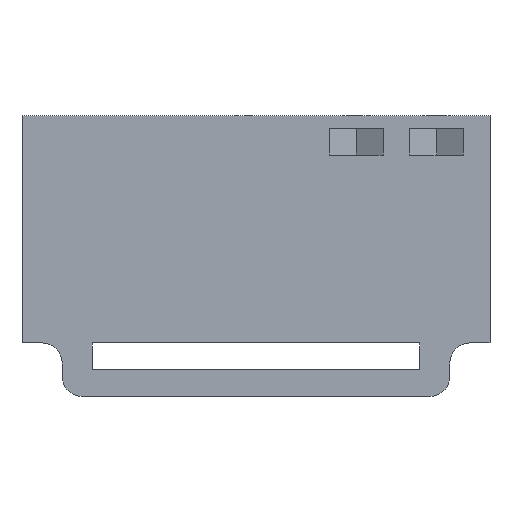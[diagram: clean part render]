
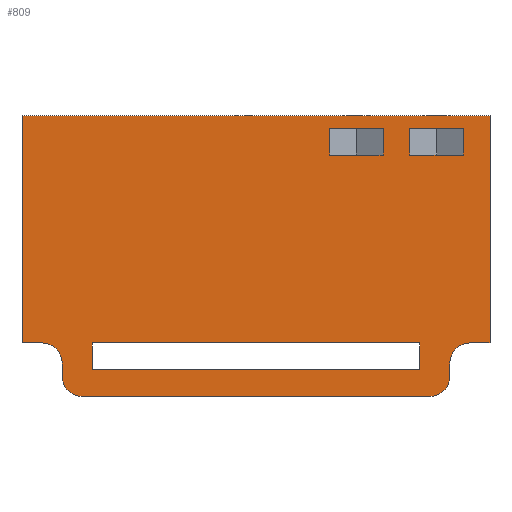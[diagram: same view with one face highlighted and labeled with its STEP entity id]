
A CAD part, front view. The second image highlights one B-rep face of the part: STEP entity #809.
In plain terms, the highlighted planar face has unit normal (0, -1, 0).
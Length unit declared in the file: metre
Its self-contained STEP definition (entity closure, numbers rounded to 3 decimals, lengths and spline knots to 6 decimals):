
#45=CIRCLE('',#857,0.0015);
#47=CIRCLE('',#861,0.0015);
#49=CIRCLE('',#865,0.0015);
#52=CIRCLE('',#885,0.0015);
#229=ORIENTED_EDGE('',*,*,#336,.T.);
#230=ORIENTED_EDGE('',*,*,#335,.T.);
#231=ORIENTED_EDGE('',*,*,#332,.T.);
#232=ORIENTED_EDGE('',*,*,#330,.T.);
#233=ORIENTED_EDGE('',*,*,#344,.T.);
#234=ORIENTED_EDGE('',*,*,#342,.T.);
#235=ORIENTED_EDGE('',*,*,#341,.T.);
#236=ORIENTED_EDGE('',*,*,#337,.T.);
#237=ORIENTED_EDGE('',*,*,#355,.F.);
#238=ORIENTED_EDGE('',*,*,#352,.F.);
#239=ORIENTED_EDGE('',*,*,#349,.F.);
#240=ORIENTED_EDGE('',*,*,#345,.F.);
#241=ORIENTED_EDGE('',*,*,#362,.T.);
#242=ORIENTED_EDGE('',*,*,#326,.F.);
#243=ORIENTED_EDGE('',*,*,#323,.F.);
#244=ORIENTED_EDGE('',*,*,#320,.F.);
#245=ORIENTED_EDGE('',*,*,#317,.F.);
#246=ORIENTED_EDGE('',*,*,#314,.F.);
#247=ORIENTED_EDGE('',*,*,#311,.F.);
#248=ORIENTED_EDGE('',*,*,#308,.F.);
#249=ORIENTED_EDGE('',*,*,#305,.F.);
#250=ORIENTED_EDGE('',*,*,#301,.F.);
#251=ORIENTED_EDGE('',*,*,#360,.F.);
#252=ORIENTED_EDGE('',*,*,#363,.T.);
#301=EDGE_CURVE('',#399,#400,#465,.T.);
#305=EDGE_CURVE('',#400,#403,#45,.T.);
#308=EDGE_CURVE('',#403,#405,#470,.T.);
#311=EDGE_CURVE('',#405,#407,#47,.T.);
#314=EDGE_CURVE('',#407,#409,#474,.T.);
#317=EDGE_CURVE('',#409,#411,#49,.T.);
#320=EDGE_CURVE('',#411,#413,#478,.T.);
#323=EDGE_CURVE('',#413,#415,#481,.T.);
#326=EDGE_CURVE('',#415,#417,#484,.T.);
#330=EDGE_CURVE('',#420,#419,#488,.T.);
#332=EDGE_CURVE('',#421,#420,#490,.T.);
#335=EDGE_CURVE('',#422,#421,#493,.T.);
#336=EDGE_CURVE('',#419,#422,#494,.T.);
#337=EDGE_CURVE('',#423,#424,#495,.T.);
#341=EDGE_CURVE('',#425,#423,#499,.T.);
#342=EDGE_CURVE('',#426,#425,#500,.T.);
#344=EDGE_CURVE('',#424,#426,#502,.T.);
#345=EDGE_CURVE('',#427,#428,#503,.T.);
#349=EDGE_CURVE('',#428,#431,#507,.T.);
#352=EDGE_CURVE('',#431,#433,#510,.T.);
#355=EDGE_CURVE('',#433,#427,#513,.T.);
#360=EDGE_CURVE('',#437,#399,#52,.T.);
#362=EDGE_CURVE('',#438,#417,#518,.T.);
#363=EDGE_CURVE('',#437,#438,#519,.T.);
#399=VERTEX_POINT('',#1194);
#400=VERTEX_POINT('',#1195);
#403=VERTEX_POINT('',#1203);
#405=VERTEX_POINT('',#1209);
#407=VERTEX_POINT('',#1215);
#409=VERTEX_POINT('',#1221);
#411=VERTEX_POINT('',#1227);
#413=VERTEX_POINT('',#1233);
#415=VERTEX_POINT('',#1239);
#417=VERTEX_POINT('',#1245);
#419=VERTEX_POINT('',#1251);
#420=VERTEX_POINT('',#1253);
#421=VERTEX_POINT('',#1257);
#422=VERTEX_POINT('',#1261);
#423=VERTEX_POINT('',#1267);
#424=VERTEX_POINT('',#1268);
#425=VERTEX_POINT('',#1273);
#426=VERTEX_POINT('',#1277);
#427=VERTEX_POINT('',#1283);
#428=VERTEX_POINT('',#1284);
#431=VERTEX_POINT('',#1292);
#433=VERTEX_POINT('',#1298);
#437=VERTEX_POINT('',#1313);
#438=VERTEX_POINT('',#1317);
#465=LINE('',#1193,#547);
#470=LINE('',#1208,#552);
#474=LINE('',#1220,#556);
#478=LINE('',#1232,#560);
#481=LINE('',#1238,#563);
#484=LINE('',#1244,#566);
#488=LINE('',#1252,#570);
#490=LINE('',#1256,#572);
#493=LINE('',#1262,#575);
#494=LINE('',#1264,#576);
#495=LINE('',#1266,#577);
#499=LINE('',#1274,#581);
#500=LINE('',#1276,#582);
#502=LINE('',#1280,#584);
#503=LINE('',#1282,#585);
#507=LINE('',#1291,#589);
#510=LINE('',#1297,#592);
#513=LINE('',#1303,#595);
#518=LINE('',#1316,#600);
#519=LINE('',#1318,#601);
#547=VECTOR('',#979,1.);
#552=VECTOR('',#992,1.);
#556=VECTOR('',#1004,1.);
#560=VECTOR('',#1016,1.);
#563=VECTOR('',#1021,1.);
#566=VECTOR('',#1026,1.);
#570=VECTOR('',#1032,1.);
#572=VECTOR('',#1036,1.);
#575=VECTOR('',#1041,1.);
#576=VECTOR('',#1044,1.);
#577=VECTOR('',#1047,1.);
#581=VECTOR('',#1053,1.);
#582=VECTOR('',#1056,1.);
#584=VECTOR('',#1060,1.);
#585=VECTOR('',#1063,1.);
#589=VECTOR('',#1069,1.);
#592=VECTOR('',#1074,1.);
#595=VECTOR('',#1079,1.);
#600=VECTOR('',#1094,1.);
#601=VECTOR('',#1095,1.);
#665=EDGE_LOOP('',(#229,#230,#231,#232));
#666=EDGE_LOOP('',(#233,#234,#235,#236));
#667=EDGE_LOOP('',(#237,#238,#239,#240));
#668=EDGE_LOOP('',(#241,#242,#243,#244,#245,#246,#247,#248,#249,#250,#251,
#252));
#733=FACE_BOUND('',#665,.T.);
#734=FACE_BOUND('',#666,.T.);
#735=FACE_BOUND('',#667,.T.);
#736=FACE_BOUND('',#668,.T.);
#767=PLANE('',#886);
#809=ADVANCED_FACE('',(#733,#734,#735,#736),#767,.F.);
#857=AXIS2_PLACEMENT_3D('',#1202,#985,#986);
#861=AXIS2_PLACEMENT_3D('',#1214,#997,#998);
#865=AXIS2_PLACEMENT_3D('',#1226,#1009,#1010);
#885=AXIS2_PLACEMENT_3D('',#1312,#1089,#1090);
#886=AXIS2_PLACEMENT_3D('',#1315,#1092,#1093);
#979=DIRECTION('',(0.,0.,-1.));
#985=DIRECTION('',(0.,1.,0.));
#986=DIRECTION('',(1.,0.,0.));
#992=DIRECTION('',(-1.,0.,0.));
#997=DIRECTION('',(0.,1.,0.));
#998=DIRECTION('',(0.,0.,-1.));
#1004=DIRECTION('',(0.,0.,1.));
#1009=DIRECTION('',(0.,-1.,0.));
#1010=DIRECTION('',(0.,0.,-1.));
#1016=DIRECTION('',(-1.,0.,0.));
#1021=DIRECTION('',(0.,0.,1.));
#1026=DIRECTION('',(1.,0.,0.));
#1032=DIRECTION('',(0.,0.,1.));
#1036=DIRECTION('',(-1.,0.,0.));
#1041=DIRECTION('',(0.,0.,-1.));
#1044=DIRECTION('',(1.,0.,0.));
#1047=DIRECTION('',(-1.,0.,0.));
#1053=DIRECTION('',(0.,0.,-1.));
#1056=DIRECTION('',(1.,0.,0.));
#1060=DIRECTION('',(0.,0.,1.));
#1063=DIRECTION('',(0.,0.,1.));
#1069=DIRECTION('',(-1.,0.,0.));
#1074=DIRECTION('',(0.,0.,-1.));
#1079=DIRECTION('',(1.,0.,0.));
#1089=DIRECTION('',(0.,-1.,0.));
#1090=DIRECTION('',(1.,0.,0.));
#1092=DIRECTION('',(0.,1.,0.));
#1093=DIRECTION('',(0.,0.,1.));
#1094=DIRECTION('',(0.,0.,1.));
#1095=DIRECTION('',(1.,0.,0.));
#1193=CARTESIAN_POINT('',(0.034503,0.,-0.012364));
#1194=CARTESIAN_POINT('',(0.034503,0.,-0.012364));
#1195=CARTESIAN_POINT('',(0.034503,0.,-0.013364));
#1202=CARTESIAN_POINT('',(0.033003,0.,-0.013364));
#1203=CARTESIAN_POINT('',(0.033003,0.,-0.014864));
#1208=CARTESIAN_POINT('',(0.033003,0.,-0.014864));
#1209=CARTESIAN_POINT('',(0.007003,0.,-0.014864));
#1214=CARTESIAN_POINT('',(0.007003,0.,-0.013364));
#1215=CARTESIAN_POINT('',(0.005503,0.,-0.013364));
#1220=CARTESIAN_POINT('',(0.005503,0.,-0.013364));
#1221=CARTESIAN_POINT('',(0.005503,0.,-0.012364));
#1226=CARTESIAN_POINT('',(0.004003,0.,-0.012364));
#1227=CARTESIAN_POINT('',(0.004003,0.,-0.010864));
#1232=CARTESIAN_POINT('',(0.037503,0.,-0.010864));
#1233=CARTESIAN_POINT('',(0.002503,0.,-0.010864));
#1238=CARTESIAN_POINT('',(0.002503,0.,-0.010864));
#1239=CARTESIAN_POINT('',(0.002503,0.,0.006137));
#1244=CARTESIAN_POINT('',(0.002503,0.,0.006137));
#1245=CARTESIAN_POINT('',(0.037503,0.,0.006137));
#1251=CARTESIAN_POINT('',(0.025503,0.,0.005187));
#1252=CARTESIAN_POINT('',(0.025503,0.,0.000412));
#1253=CARTESIAN_POINT('',(0.025503,0.,0.003187));
#1256=CARTESIAN_POINT('',(0.020003,0.,0.003187));
#1257=CARTESIAN_POINT('',(0.029503,0.,0.003187));
#1261=CARTESIAN_POINT('',(0.029503,0.,0.005187));
#1262=CARTESIAN_POINT('',(0.029503,0.,0.000412));
#1264=CARTESIAN_POINT('',(0.020003,0.,0.005187));
#1266=CARTESIAN_POINT('',(0.026753,0.,0.003187));
#1267=CARTESIAN_POINT('',(0.035503,0.,0.003187));
#1268=CARTESIAN_POINT('',(0.031503,0.,0.003187));
#1273=CARTESIAN_POINT('',(0.035503,0.,0.005187));
#1274=CARTESIAN_POINT('',(0.035503,0.,0.000412));
#1276=CARTESIAN_POINT('',(0.026753,0.,0.005187));
#1277=CARTESIAN_POINT('',(0.031503,0.,0.005187));
#1280=CARTESIAN_POINT('',(0.031503,0.,0.000412));
#1282=CARTESIAN_POINT('',(0.032253,0.,-0.012864));
#1283=CARTESIAN_POINT('',(0.032253,0.,-0.012864));
#1284=CARTESIAN_POINT('',(0.032253,0.,-0.010864));
#1291=CARTESIAN_POINT('',(0.037503,0.,-0.010864));
#1292=CARTESIAN_POINT('',(0.007753,0.,-0.010864));
#1297=CARTESIAN_POINT('',(0.007753,0.,-0.010864));
#1298=CARTESIAN_POINT('',(0.007753,0.,-0.012864));
#1303=CARTESIAN_POINT('',(0.007753,0.,-0.012864));
#1312=CARTESIAN_POINT('',(0.036003,0.,-0.012364));
#1313=CARTESIAN_POINT('',(0.036003,0.,-0.010864));
#1315=CARTESIAN_POINT('',(0.020003,0.,-0.004364));
#1316=CARTESIAN_POINT('',(0.037503,0.,-0.002614));
#1317=CARTESIAN_POINT('',(0.037503,0.,-0.010864));
#1318=CARTESIAN_POINT('',(0.037503,0.,-0.010864));
